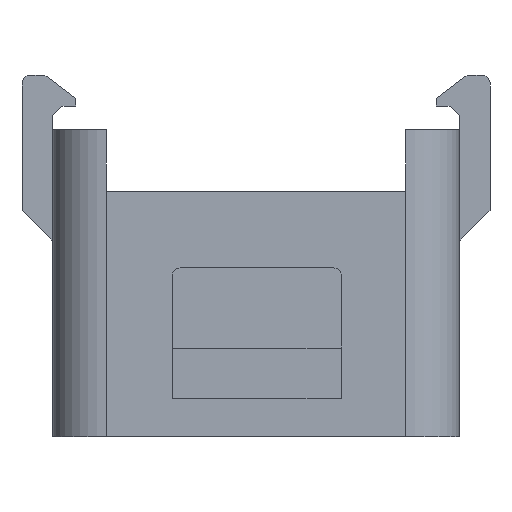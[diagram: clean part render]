
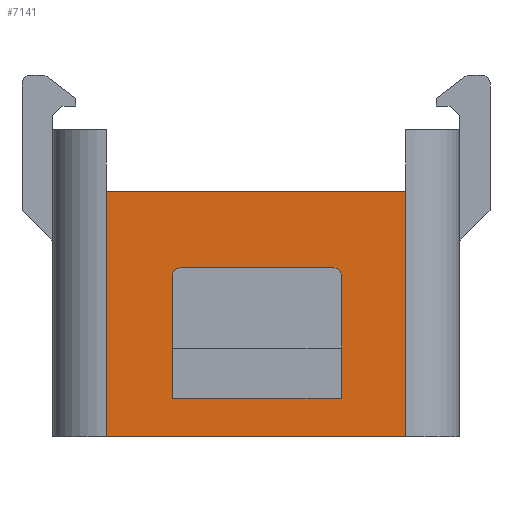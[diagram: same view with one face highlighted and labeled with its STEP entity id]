
A CAD part, left-side view. The second image highlights one B-rep face of the part: STEP entity #7141.
In plain terms, the highlighted planar face has unit normal (-1, 0, 0).
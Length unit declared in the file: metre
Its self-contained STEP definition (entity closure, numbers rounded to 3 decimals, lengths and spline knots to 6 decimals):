
#327=CIRCLE('',#7644,0.0005);
#328=CIRCLE('',#7645,0.0005);
#862=ORIENTED_EDGE('',*,*,#2985,.F.);
#863=ORIENTED_EDGE('',*,*,#2986,.T.);
#864=ORIENTED_EDGE('',*,*,#2834,.F.);
#865=ORIENTED_EDGE('',*,*,#2987,.T.);
#866=ORIENTED_EDGE('',*,*,#2988,.F.);
#867=ORIENTED_EDGE('',*,*,#2989,.T.);
#868=ORIENTED_EDGE('',*,*,#2990,.T.);
#869=ORIENTED_EDGE('',*,*,#2991,.T.);
#870=ORIENTED_EDGE('',*,*,#2992,.T.);
#871=ORIENTED_EDGE('',*,*,#2717,.F.);
#2717=EDGE_CURVE('',#3787,#3786,#4461,.T.);
#2834=EDGE_CURVE('',#3899,#3900,#4537,.T.);
#2985=EDGE_CURVE('',#4031,#4032,#4660,.T.);
#2986=EDGE_CURVE('',#4031,#3900,#4661,.T.);
#2987=EDGE_CURVE('',#3899,#4032,#4662,.F.);
#2988=EDGE_CURVE('',#4033,#3787,#4663,.T.);
#2989=EDGE_CURVE('',#4033,#4034,#327,.F.);
#2990=EDGE_CURVE('',#4034,#4035,#4664,.T.);
#2991=EDGE_CURVE('',#4035,#4036,#328,.F.);
#2992=EDGE_CURVE('',#4036,#3786,#4665,.T.);
#3786=VERTEX_POINT('',#10330);
#3787=VERTEX_POINT('',#10332);
#3899=VERTEX_POINT('',#10565);
#3900=VERTEX_POINT('',#10566);
#4031=VERTEX_POINT('',#10897);
#4032=VERTEX_POINT('',#10898);
#4033=VERTEX_POINT('',#10902);
#4034=VERTEX_POINT('',#10904);
#4035=VERTEX_POINT('',#10906);
#4036=VERTEX_POINT('',#10908);
#4461=LINE('',#10333,#5259);
#4537=LINE('',#10564,#5335);
#4660=LINE('',#10896,#5458);
#4661=LINE('',#10899,#5459);
#4662=LINE('',#10900,#5460);
#4663=LINE('',#10901,#5461);
#4664=LINE('',#10905,#5462);
#4665=LINE('',#10909,#5463);
#5259=VECTOR('',#8258,1.);
#5335=VECTOR('',#8422,1.);
#5458=VECTOR('',#8613,1.);
#5459=VECTOR('',#8614,1.);
#5460=VECTOR('',#8615,1.);
#5461=VECTOR('',#8616,1.);
#5462=VECTOR('',#8619,1.);
#5463=VECTOR('',#8622,1.);
#6019=EDGE_LOOP('',(#862,#863,#864,#865));
#6020=EDGE_LOOP('',(#866,#867,#868,#869,#870,#871));
#6464=FACE_BOUND('',#6019,.T.);
#6465=FACE_BOUND('',#6020,.T.);
#6879=PLANE('',#7643);
#7141=ADVANCED_FACE('',(#6464,#6465),#6879,.T.);
#7643=AXIS2_PLACEMENT_3D('',#10895,#8611,#8612);
#7644=AXIS2_PLACEMENT_3D('',#10903,#8617,#8618);
#7645=AXIS2_PLACEMENT_3D('',#10907,#8620,#8621);
#8258=DIRECTION('',(0.,-1.,0.));
#8422=DIRECTION('',(0.,1.,0.));
#8611=DIRECTION('',(-1.,0.,0.));
#8612=DIRECTION('',(0.,0.,1.));
#8613=DIRECTION('',(0.,-1.,0.));
#8614=DIRECTION('',(0.,0.,-1.));
#8615=DIRECTION('',(0.,0.,-1.));
#8616=DIRECTION('',(0.,0.,-1.));
#8617=DIRECTION('',(-1.,0.,0.));
#8618=DIRECTION('',(0.,0.,1.));
#8619=DIRECTION('',(0.,-1.,0.));
#8620=DIRECTION('',(-1.,0.,0.));
#8621=DIRECTION('',(0.,0.,1.));
#8622=DIRECTION('',(0.,0.,-1.));
#10330=CARTESIAN_POINT('',(-0.03075,-0.00555,0.0025));
#10332=CARTESIAN_POINT('',(-0.03075,0.00545,0.0025));
#10333=CARTESIAN_POINT('',(-0.03075,-0.00005,0.0025));
#10564=CARTESIAN_POINT('',(-0.03075,0.,0.));
#10565=CARTESIAN_POINT('',(-0.03075,-0.00975,0.));
#10566=CARTESIAN_POINT('',(-0.03075,0.00975,0.));
#10895=CARTESIAN_POINT('',(-0.03075,0.,0.018));
#10896=CARTESIAN_POINT('',(-0.03075,0.,0.016));
#10897=CARTESIAN_POINT('',(-0.03075,0.00975,0.016));
#10898=CARTESIAN_POINT('',(-0.03075,-0.00975,0.016));
#10899=CARTESIAN_POINT('',(-0.03075,0.00975,0.));
#10900=CARTESIAN_POINT('',(-0.03075,-0.00975,0.018));
#10901=CARTESIAN_POINT('',(-0.03075,0.00545,0.00675));
#10902=CARTESIAN_POINT('',(-0.03075,0.00545,0.0105));
#10903=CARTESIAN_POINT('',(-0.03075,0.00495,0.0105));
#10904=CARTESIAN_POINT('',(-0.03075,0.00495,0.011));
#10905=CARTESIAN_POINT('',(-0.03075,-0.00005,0.011));
#10906=CARTESIAN_POINT('',(-0.03075,-0.00505,0.011));
#10907=CARTESIAN_POINT('',(-0.03075,-0.00505,0.0105));
#10908=CARTESIAN_POINT('',(-0.03075,-0.00555,0.0105));
#10909=CARTESIAN_POINT('',(-0.03075,-0.00555,0.00675));
